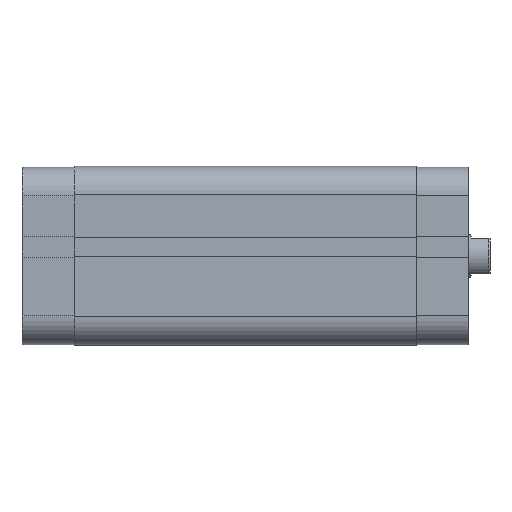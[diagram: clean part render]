
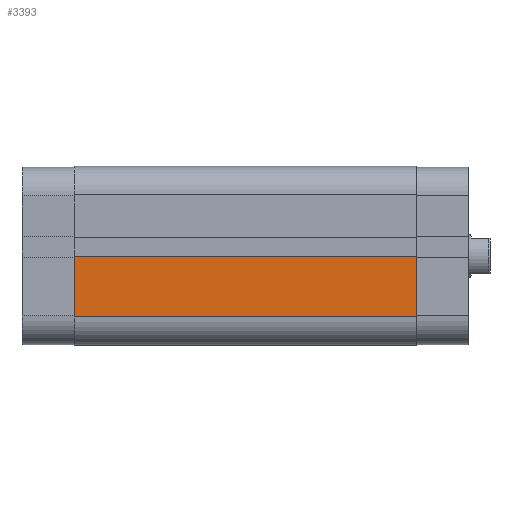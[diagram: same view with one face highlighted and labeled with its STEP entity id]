
A CAD part, top view. The second image highlights one B-rep face of the part: STEP entity #3393.
In plain terms, the highlighted face is planar.
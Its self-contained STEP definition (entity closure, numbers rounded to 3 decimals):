
#619 = CARTESIAN_POINT ( 'NONE',  ( 0., -25., 95.5 ) ) ;
#620 = PLANE ( 'NONE',  #2908 ) ;
#622 = DIRECTION ( 'NONE',  ( 0., 1., 0. ) ) ;
#623 = DIRECTION ( 'NONE',  ( -1., 0., 0. ) ) ;
#856 = VERTEX_POINT ( 'NONE', #1244 ) ;
#857 = VERTEX_POINT ( 'NONE', #1245 ) ;
#858 = VERTEX_POINT ( 'NONE', #1246 ) ;
#859 = VERTEX_POINT ( 'NONE', #1247 ) ;
#1244 = CARTESIAN_POINT ( 'NONE',  ( 0.1, -25., 0. ) ) ;
#1245 = CARTESIAN_POINT ( 'NONE',  ( 0.1, -25., 95.5 ) ) ;
#1246 = CARTESIAN_POINT ( 'NONE',  ( 17., -25., 0. ) ) ;
#1247 = CARTESIAN_POINT ( 'NONE',  ( 17., -25., 95.5 ) ) ;
#2075 = DIRECTION ( 'NONE',  ( 0., 0., -1. ) ) ;
#2077 = CARTESIAN_POINT ( 'NONE',  ( 17., -25., 95.5 ) ) ;
#2246 = EDGE_CURVE ( 'NONE', #859, #858, #5692, .T. ) ;
#2264 = EDGE_CURVE ( 'NONE', #856, #858, #5725, .T. ) ;
#2344 = EDGE_CURVE ( 'NONE', #857, #856, #5824, .T. ) ;
#2372 = EDGE_CURVE ( 'NONE', #857, #859, #5854, .T. ) ;
#2908 = AXIS2_PLACEMENT_3D ( 'NONE', #619, #622, #623 ) ;
#3165 = EDGE_LOOP ( 'NONE', ( #4915, #4914, #4913, #4912 ) ) ;
#3393 = ADVANCED_FACE ( 'NONE', ( #4092 ), #620, .F. ) ;
#4092 = FACE_OUTER_BOUND ( 'NONE', #3165, .T. ) ;
#4912 = ORIENTED_EDGE ( 'NONE', *, *, #2344, .T. ) ;
#4913 = ORIENTED_EDGE ( 'NONE', *, *, #2372, .F. ) ;
#4914 = ORIENTED_EDGE ( 'NONE', *, *, #2246, .F. ) ;
#4915 = ORIENTED_EDGE ( 'NONE', *, *, #2264, .T. ) ;
#5692 = LINE ( 'NONE', #2077, #5695 ) ;
#5695 = VECTOR ( 'NONE', #2075, 1000. ) ;
#5725 = LINE ( 'NONE', #6145, #5726 ) ;
#5726 = VECTOR ( 'NONE', #6147, 1000. ) ;
#5824 = LINE ( 'NONE', #6308, #5829 ) ;
#5829 = VECTOR ( 'NONE', #6317, 1000. ) ;
#5852 = VECTOR ( 'NONE', #6372, 1000. ) ;
#5854 = LINE ( 'NONE', #6371, #5852 ) ;
#6145 = CARTESIAN_POINT ( 'NONE',  ( 0., -25., 0. ) ) ;
#6147 = DIRECTION ( 'NONE',  ( 1., 0., 0. ) ) ;
#6308 = CARTESIAN_POINT ( 'NONE',  ( 0.1, -25., 95.5 ) ) ;
#6317 = DIRECTION ( 'NONE',  ( 0., 0., -1. ) ) ;
#6371 = CARTESIAN_POINT ( 'NONE',  ( 0., -25., 95.5 ) ) ;
#6372 = DIRECTION ( 'NONE',  ( 1., 0., 0. ) ) ;
